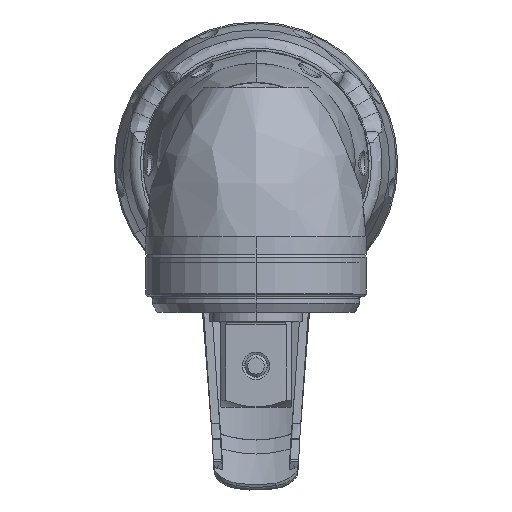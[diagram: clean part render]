
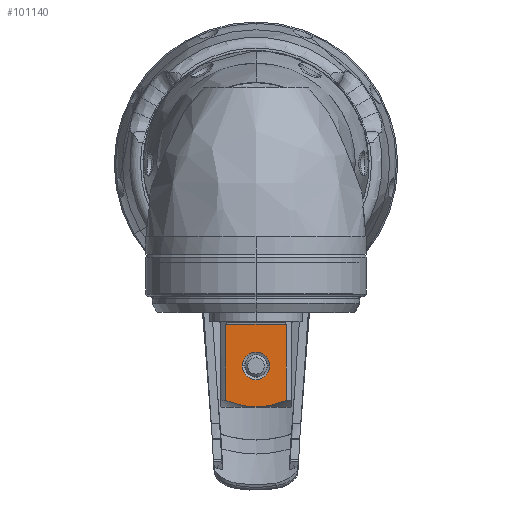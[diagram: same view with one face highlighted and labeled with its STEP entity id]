
A CAD part, top view. The second image highlights one B-rep face of the part: STEP entity #101140.
In plain terms, the highlighted planar face has unit normal (0, 0, 1).
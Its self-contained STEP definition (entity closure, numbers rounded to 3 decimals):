
#100106=CARTESIAN_POINT('',(0.,-37.,6.375));
#100107=DIRECTION('',(0.,0.,1.));
#100108=DIRECTION('',(-1.,0.,0.));
#100109=AXIS2_PLACEMENT_3D('',#100106,#100107,#100108);
#100111=CARTESIAN_POINT('',(0.,-37.,6.375));
#100112=DIRECTION('',(0.,0.,1.));
#100113=DIRECTION('',(1.,0.,0.));
#100114=AXIS2_PLACEMENT_3D('',#100111,#100112,#100113);
#100116=DIRECTION('',(0.,1.,0.));
#100117=VECTOR('',#100116,13.759);
#100118=CARTESIAN_POINT('',(5.47,-43.259,6.375));
#100119=LINE('',#100118,#100117);
#100120=CARTESIAN_POINT('',(5.47,-43.259,6.375));
#100121=CARTESIAN_POINT('',(5.117,-43.391,6.375));
#100122=CARTESIAN_POINT('',(4.436,-43.632,6.375));
#100123=CARTESIAN_POINT('',(3.503,-43.917,6.375));
#100124=CARTESIAN_POINT('',(2.616,-44.139,6.375));
#100125=CARTESIAN_POINT('',(1.745,-44.303,6.375));
#100126=CARTESIAN_POINT('',(0.875,-44.405,6.375));
#100127=CARTESIAN_POINT('',(0.292,-44.428,6.375));
#100128=CARTESIAN_POINT('',(0.,-44.428,6.375));
#100130=CARTESIAN_POINT('',(0.,-44.428,6.375));
#100131=CARTESIAN_POINT('',(-0.292,-44.428,6.375));
#100132=CARTESIAN_POINT('',(-0.876,-44.404,6.375));
#100133=CARTESIAN_POINT('',(-1.747,-44.302,6.375));
#100134=CARTESIAN_POINT('',(-2.618,-44.139,6.375));
#100135=CARTESIAN_POINT('',(-3.506,-43.916,6.375));
#100136=CARTESIAN_POINT('',(-4.438,-43.632,6.375));
#100137=CARTESIAN_POINT('',(-5.118,-43.391,6.375));
#100138=CARTESIAN_POINT('',(-5.47,-43.259,6.375));
#100140=DIRECTION('',(0.,1.,0.));
#100141=VECTOR('',#100140,13.759);
#100142=CARTESIAN_POINT('',(-5.47,-43.259,6.375));
#100143=LINE('',#100142,#100141);
#100697=DIRECTION('',(-1.,0.,0.));
#100698=VECTOR('',#100697,10.94);
#100699=CARTESIAN_POINT('',(5.47,-29.5,6.375));
#100700=LINE('',#100699,#100698);
#100883=CARTESIAN_POINT('',(5.47,-43.259,6.375));
#100885=VERTEX_POINT('',#100883);
#100900=CARTESIAN_POINT('',(-5.47,-43.259,6.375));
#100902=VERTEX_POINT('',#100900);
#100904=VERTEX_POINT('',#100130);
#100929=CARTESIAN_POINT('',(-2.5,-37.,6.375));
#100930=CARTESIAN_POINT('',(2.5,-37.,6.375));
#100931=VERTEX_POINT('',#100929);
#100932=VERTEX_POINT('',#100930);
#100949=CARTESIAN_POINT('',(5.47,-29.5,6.375));
#100950=VERTEX_POINT('',#100949);
#100957=CARTESIAN_POINT('',(-5.47,-29.5,6.375));
#100958=VERTEX_POINT('',#100957);
#101118=CARTESIAN_POINT('',(-5.47,-44.5,6.375));
#101119=DIRECTION('',(0.,0.,-1.));
#101120=DIRECTION('',(1.,0.,0.));
#101121=AXIS2_PLACEMENT_3D('',#101118,#101119,#101120);
#101122=PLANE('',#101121);
#101124=ORIENTED_EDGE('',*,*,#101123,.F.);
#101126=ORIENTED_EDGE('',*,*,#101125,.T.);
#101128=ORIENTED_EDGE('',*,*,#101127,.T.);
#101130=ORIENTED_EDGE('',*,*,#101129,.T.);
#101132=ORIENTED_EDGE('',*,*,#101131,.F.);
#101133=EDGE_LOOP('',(#101124,#101126,#101128,#101130,#101132));
#101134=FACE_OUTER_BOUND('',#101133,.F.);
#101135=ORIENTED_EDGE('',*,*,#101108,.T.);
#101137=ORIENTED_EDGE('',*,*,#101136,.T.);
#101138=EDGE_LOOP('',(#101135,#101137));
#101139=FACE_BOUND('',#101138,.F.);
#101140=ADVANCED_FACE('',(#101134,#101139),#101122,.F.);
#100110=CIRCLE('',#100109,2.5);
#100115=CIRCLE('',#100114,2.5);
#100129=B_SPLINE_CURVE_WITH_KNOTS('',3,(#100120,#100121,#100122,#100123,#100124,
#100125,#100126,#100127,#100128),.UNSPECIFIED.,.F.,.F.,(4,1,1,1,1,1,4),(0.,
0.167,0.333,0.5,0.667,0.833,
1.),.UNSPECIFIED.);
#100139=B_SPLINE_CURVE_WITH_KNOTS('',3,(#100130,#100131,#100132,#100133,#100134,
#100135,#100136,#100137,#100138),.UNSPECIFIED.,.F.,.F.,(4,1,1,1,1,1,4),(0.,
0.167,0.333,0.5,0.667,0.833,
1.),.UNSPECIFIED.);
#101108=EDGE_CURVE('',#100931,#100932,#100110,.T.);
#101123=EDGE_CURVE('',#100885,#100950,#100119,.T.);
#101125=EDGE_CURVE('',#100885,#100904,#100129,.T.);
#101127=EDGE_CURVE('',#100904,#100902,#100139,.T.);
#101129=EDGE_CURVE('',#100902,#100958,#100143,.T.);
#101131=EDGE_CURVE('',#100950,#100958,#100700,.T.);
#101136=EDGE_CURVE('',#100932,#100931,#100115,.T.);
